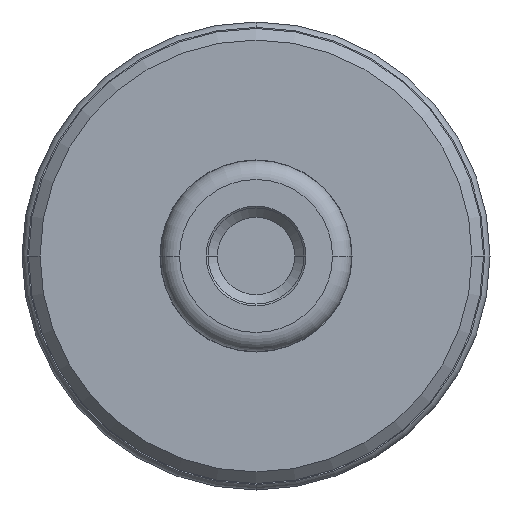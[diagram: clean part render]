
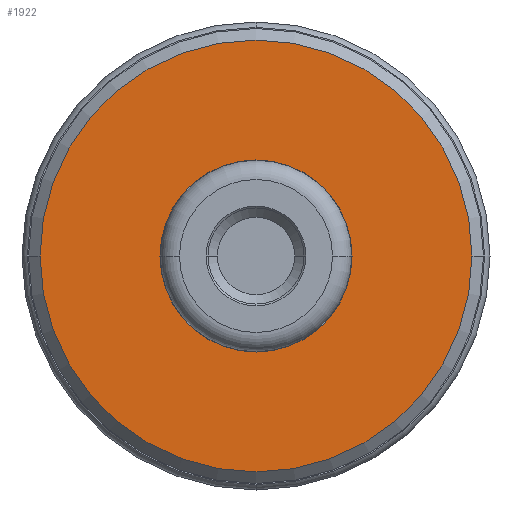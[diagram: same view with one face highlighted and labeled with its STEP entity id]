
A CAD part, left-side view. The second image highlights one B-rep face of the part: STEP entity #1922.
In plain terms, the highlighted planar face has unit normal (-1, 0, 0).
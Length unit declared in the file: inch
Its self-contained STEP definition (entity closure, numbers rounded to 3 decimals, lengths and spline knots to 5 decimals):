
#770=CARTESIAN_POINT('',(-0.995,0.,0.));
#771=DIRECTION('',(-1.,0.,0.));
#772=DIRECTION('',(0.,-1.,0.));
#773=AXIS2_PLACEMENT_3D('',#770,#771,#772);
#775=CARTESIAN_POINT('',(-0.995,0.,0.));
#776=DIRECTION('',(-1.,0.,0.));
#777=DIRECTION('',(0.,1.,0.));
#778=AXIS2_PLACEMENT_3D('',#775,#776,#777);
#780=CARTESIAN_POINT('',(-0.995,0.,0.));
#781=DIRECTION('',(1.,0.,0.));
#782=DIRECTION('',(0.,1.,0.));
#783=AXIS2_PLACEMENT_3D('',#780,#781,#782);
#785=CARTESIAN_POINT('',(-0.995,0.,0.));
#786=DIRECTION('',(1.,0.,0.));
#787=DIRECTION('',(0.,-1.,0.));
#788=AXIS2_PLACEMENT_3D('',#785,#786,#787);
#906=CARTESIAN_POINT('',(-0.995,-0.562,0.));
#907=CARTESIAN_POINT('',(-0.995,0.562,0.));
#908=VERTEX_POINT('',#906);
#909=VERTEX_POINT('',#907);
#998=CARTESIAN_POINT('',(-0.995,0.25,0.));
#999=CARTESIAN_POINT('',(-0.995,-0.25,0.));
#1000=VERTEX_POINT('',#998);
#1001=VERTEX_POINT('',#999);
#1906=CARTESIAN_POINT('',(-0.995,0.,0.));
#1907=DIRECTION('',(-1.,0.,0.));
#1908=DIRECTION('',(0.,1.,0.));
#1909=AXIS2_PLACEMENT_3D('',#1906,#1907,#1908);
#1910=PLANE('',#1909);
#1912=ORIENTED_EDGE('',*,*,#1911,.F.);
#1913=ORIENTED_EDGE('',*,*,#1896,.F.);
#1914=EDGE_LOOP('',(#1912,#1913));
#1915=FACE_OUTER_BOUND('',#1914,.F.);
#1917=ORIENTED_EDGE('',*,*,#1916,.F.);
#1919=ORIENTED_EDGE('',*,*,#1918,.F.);
#1920=EDGE_LOOP('',(#1917,#1919));
#1921=FACE_BOUND('',#1920,.F.);
#774=CIRCLE('',#773,0.562);
#779=CIRCLE('',#778,0.562);
#784=CIRCLE('',#783,0.25);
#789=CIRCLE('',#788,0.25);
#1896=EDGE_CURVE('',#909,#908,#779,.T.);
#1911=EDGE_CURVE('',#908,#909,#774,.T.);
#1916=EDGE_CURVE('',#1000,#1001,#784,.T.);
#1918=EDGE_CURVE('',#1001,#1000,#789,.T.);
#1922=ADVANCED_FACE('',(#1915,#1921),#1910,.T.);
